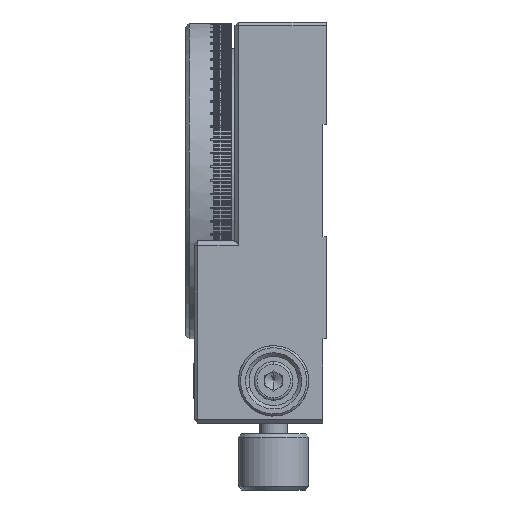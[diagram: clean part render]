
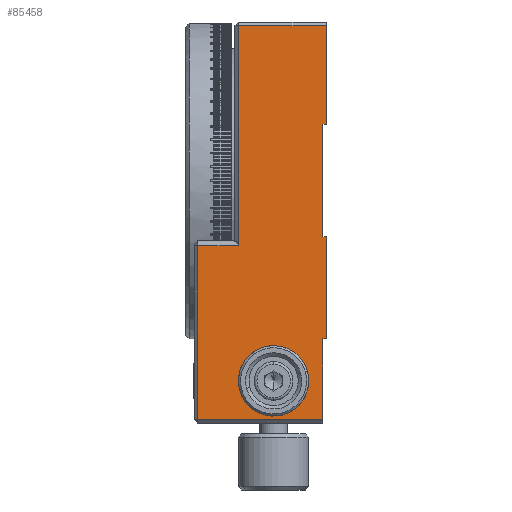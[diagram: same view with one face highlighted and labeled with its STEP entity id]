
A CAD part, left-side view. The second image highlights one B-rep face of the part: STEP entity #85458.
In plain terms, the highlighted planar face has unit normal (-1, 0, 0).
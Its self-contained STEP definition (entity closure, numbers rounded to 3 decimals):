
#517 = CARTESIAN_POINT ( 'NONE',  ( -22.5, 13., 14. ) ) ;
#1719 = LINE ( 'NONE', #32784, #47067 ) ;
#2077 = VERTEX_POINT ( 'NONE', #62905 ) ;
#2172 = VECTOR ( 'NONE', #3907, 1000. ) ;
#2341 = DIRECTION ( 'NONE',  ( 0., 1., 0. ) ) ;
#3357 = CARTESIAN_POINT ( 'NONE',  ( -22.5, 0.5, -28. ) ) ;
#3907 = DIRECTION ( 'NONE',  ( 0., 0., 1. ) ) ;
#4303 = CARTESIAN_POINT ( 'NONE',  ( -22.5, 0., -2. ) ) ;
#6312 = ORIENTED_EDGE ( 'NONE', *, *, #27447, .T. ) ;
#7415 = ORIENTED_EDGE ( 'NONE', *, *, #75032, .T. ) ;
#10446 = ORIENTED_EDGE ( 'NONE', *, *, #87987, .T. ) ;
#11371 = CARTESIAN_POINT ( 'NONE',  ( -22.5, 0., -16.5 ) ) ;
#12171 = EDGE_CURVE ( 'NONE', #23702, #61860, #38251, .T. ) ;
#13208 = VECTOR ( 'NONE', #75998, 1000. ) ;
#15002 = DIRECTION ( 'NONE',  ( 0., 0., 1. ) ) ;
#15971 = VERTEX_POINT ( 'NONE', #95905 ) ;
#16226 = EDGE_LOOP ( 'NONE', ( #21839, #7415 ) ) ;
#16694 = CARTESIAN_POINT ( 'NONE',  ( -22.5, 18.3, -28.5 ) ) ;
#18314 = CARTESIAN_POINT ( 'NONE',  ( -22.5, 12.5, 28. ) ) ;
#18557 = EDGE_CURVE ( 'NONE', #55955, #59419, #69093, .T. ) ;
#21839 = ORIENTED_EDGE ( 'NONE', *, *, #18557, .T. ) ;
#22662 = LINE ( 'NONE', #24161, #47430 ) ;
#23702 = VERTEX_POINT ( 'NONE', #72529 ) ;
#24161 = CARTESIAN_POINT ( 'NONE',  ( -22.5, 0.5, -28.5 ) ) ;
#24473 = ORIENTED_EDGE ( 'NONE', *, *, #66572, .T. ) ;
#25194 = AXIS2_PLACEMENT_3D ( 'NONE', #66036, #50281, #48278 ) ;
#25387 = DIRECTION ( 'NONE',  ( 0., 0., -1. ) ) ;
#27447 = EDGE_CURVE ( 'NONE', #55470, #31473, #81325, .T. ) ;
#28113 = DIRECTION ( 'NONE',  ( 0., 0., -1. ) ) ;
#28652 = ORIENTED_EDGE ( 'NONE', *, *, #82989, .T. ) ;
#29020 = ORIENTED_EDGE ( 'NONE', *, *, #88308, .T. ) ;
#29860 = CARTESIAN_POINT ( 'NONE',  ( -22.5, 0., -28.5 ) ) ;
#30372 = DIRECTION ( 'NONE',  ( 0., 0., 1. ) ) ;
#30790 = EDGE_CURVE ( 'NONE', #33519, #62273, #92078, .T. ) ;
#31473 = VERTEX_POINT ( 'NONE', #4303 ) ;
#32450 = ORIENTED_EDGE ( 'NONE', *, *, #30790, .T. ) ;
#32784 = CARTESIAN_POINT ( 'NONE',  ( -22.5, 0.5, -28.5 ) ) ;
#32872 = ORIENTED_EDGE ( 'NONE', *, *, #12171, .T. ) ;
#33519 = VERTEX_POINT ( 'NONE', #89711 ) ;
#34073 = CARTESIAN_POINT ( 'NONE',  ( -22.5, 13., -16.5 ) ) ;
#34555 = DIRECTION ( 'NONE',  ( 0., -1., 0. ) ) ;
#37492 = VECTOR ( 'NONE', #2341, 1000. ) ;
#38251 = LINE ( 'NONE', #517, #44532 ) ;
#39689 = CARTESIAN_POINT ( 'NONE',  ( -22.5, 0., 14. ) ) ;
#41274 = CARTESIAN_POINT ( 'NONE',  ( -22.5, 13., -3.298 ) ) ;
#42552 = CARTESIAN_POINT ( 'NONE',  ( -22.5, 7.5, -22.5 ) ) ;
#43048 = DIRECTION ( 'NONE',  ( 1., 0., 0. ) ) ;
#43148 = ORIENTED_EDGE ( 'NONE', *, *, #73179, .T. ) ;
#43768 = AXIS2_PLACEMENT_3D ( 'NONE', #73215, #87973, #25387 ) ;
#44532 = VECTOR ( 'NONE', #86062, 1000. ) ;
#45732 = LINE ( 'NONE', #50237, #37492 ) ;
#46014 = VECTOR ( 'NONE', #28113, 1000. ) ;
#46309 = FACE_OUTER_BOUND ( 'NONE', #74191, .T. ) ;
#47067 = VECTOR ( 'NONE', #79620, 1000. ) ;
#47290 = CARTESIAN_POINT ( 'NONE',  ( -22.5, 13., -28. ) ) ;
#47430 = VECTOR ( 'NONE', #15002, 1000. ) ;
#48278 = DIRECTION ( 'NONE',  ( 0., 0., -1. ) ) ;
#50237 = CARTESIAN_POINT ( 'NONE',  ( -22.5, 13., 28. ) ) ;
#50281 = DIRECTION ( 'NONE',  ( 1., 0., 0. ) ) ;
#51287 = ORIENTED_EDGE ( 'NONE', *, *, #74735, .T. ) ;
#51303 = DIRECTION ( 'NONE',  ( 0., 0., -1. ) ) ;
#52625 = VECTOR ( 'NONE', #51303, 1000. ) ;
#52814 = LINE ( 'NONE', #29860, #67429 ) ;
#52945 = VERTEX_POINT ( 'NONE', #66180 ) ;
#54889 = VERTEX_POINT ( 'NONE', #77705 ) ;
#55416 = LINE ( 'NONE', #16694, #52625 ) ;
#55470 = VERTEX_POINT ( 'NONE', #11371 ) ;
#55955 = VERTEX_POINT ( 'NONE', #75862 ) ;
#56554 = LINE ( 'NONE', #41274, #97400 ) ;
#57474 = ORIENTED_EDGE ( 'NONE', *, *, #89655, .T. ) ;
#57534 = AXIS2_PLACEMENT_3D ( 'NONE', #42552, #43048, #89849 ) ;
#58268 = CARTESIAN_POINT ( 'NONE',  ( -22.5, 7.5, -26.9 ) ) ;
#59419 = VERTEX_POINT ( 'NONE', #58268 ) ;
#61021 = EDGE_CURVE ( 'NONE', #62273, #2077, #1719, .T. ) ;
#61860 = VERTEX_POINT ( 'NONE', #39689 ) ;
#62273 = VERTEX_POINT ( 'NONE', #3357 ) ;
#62396 = CIRCLE ( 'NONE', #57534, 4.4 ) ;
#62905 = CARTESIAN_POINT ( 'NONE',  ( -22.5, 0.5, -16.5 ) ) ;
#64104 = LINE ( 'NONE', #34073, #96079 ) ;
#66036 = CARTESIAN_POINT ( 'NONE',  ( -22.5, 7.5, -22.5 ) ) ;
#66180 = CARTESIAN_POINT ( 'NONE',  ( -22.5, 0.5, -2. ) ) ;
#66572 = EDGE_CURVE ( 'NONE', #80608, #15971, #66834, .T. ) ;
#66834 = LINE ( 'NONE', #97851, #46014 ) ;
#67429 = VECTOR ( 'NONE', #30372, 1000. ) ;
#69093 = CIRCLE ( 'NONE', #25194, 4.4 ) ;
#69663 = DIRECTION ( 'NONE',  ( 0., -1., 0. ) ) ;
#71224 = CARTESIAN_POINT ( 'NONE',  ( -22.5, 13., -2. ) ) ;
#72529 = CARTESIAN_POINT ( 'NONE',  ( -22.5, 0.5, 14. ) ) ;
#73179 = EDGE_CURVE ( 'NONE', #54889, #33519, #55416, .T. ) ;
#73215 = CARTESIAN_POINT ( 'NONE',  ( -22.5, 13., -28.5 ) ) ;
#74191 = EDGE_LOOP ( 'NONE', ( #51287, #29020, #24473, #28652, #43148, #32450, #81974, #10446, #6312, #74716, #57474, #32872 ) ) ;
#74716 = ORIENTED_EDGE ( 'NONE', *, *, #87899, .T. ) ;
#74735 = EDGE_CURVE ( 'NONE', #61860, #79364, #52814, .T. ) ;
#75032 = EDGE_CURVE ( 'NONE', #59419, #55955, #62396, .T. ) ;
#75862 = CARTESIAN_POINT ( 'NONE',  ( -22.5, 7.5, -18.1 ) ) ;
#75998 = DIRECTION ( 'NONE',  ( 0., 1., 0. ) ) ;
#77330 = PLANE ( 'NONE',  #43768 ) ;
#77705 = CARTESIAN_POINT ( 'NONE',  ( -22.5, 18.3, -3.298 ) ) ;
#79087 = VECTOR ( 'NONE', #69663, 1000. ) ;
#79364 = VERTEX_POINT ( 'NONE', #87556 ) ;
#79620 = DIRECTION ( 'NONE',  ( 0., 0., 1. ) ) ;
#80608 = VERTEX_POINT ( 'NONE', #18314 ) ;
#81325 = LINE ( 'NONE', #96562, #2172 ) ;
#81974 = ORIENTED_EDGE ( 'NONE', *, *, #61021, .T. ) ;
#82989 = EDGE_CURVE ( 'NONE', #15971, #54889, #56554, .T. ) ;
#83630 = LINE ( 'NONE', #71224, #13208 ) ;
#84953 = FACE_BOUND ( 'NONE', #16226, .T. ) ;
#85458 = ADVANCED_FACE ( 'NONE', ( #84953, #46309 ), #77330, .F. ) ;
#86062 = DIRECTION ( 'NONE',  ( 0., -1., 0. ) ) ;
#87556 = CARTESIAN_POINT ( 'NONE',  ( -22.5, 0., 28. ) ) ;
#87899 = EDGE_CURVE ( 'NONE', #31473, #52945, #83630, .T. ) ;
#87973 = DIRECTION ( 'NONE',  ( 1., 0., 0. ) ) ;
#87987 = EDGE_CURVE ( 'NONE', #2077, #55470, #64104, .T. ) ;
#88308 = EDGE_CURVE ( 'NONE', #79364, #80608, #45732, .T. ) ;
#88579 = DIRECTION ( 'NONE',  ( 0., 1., 0. ) ) ;
#89655 = EDGE_CURVE ( 'NONE', #52945, #23702, #22662, .T. ) ;
#89711 = CARTESIAN_POINT ( 'NONE',  ( -22.5, 18.3, -28. ) ) ;
#89849 = DIRECTION ( 'NONE',  ( 0., 0., -1. ) ) ;
#92078 = LINE ( 'NONE', #47290, #79087 ) ;
#95905 = CARTESIAN_POINT ( 'NONE',  ( -22.5, 12.5, -3.298 ) ) ;
#96079 = VECTOR ( 'NONE', #34555, 1000. ) ;
#96562 = CARTESIAN_POINT ( 'NONE',  ( -22.5, 0., -28.5 ) ) ;
#97400 = VECTOR ( 'NONE', #88579, 1000. ) ;
#97851 = CARTESIAN_POINT ( 'NONE',  ( -22.5, 12.5, -3.298 ) ) ;
